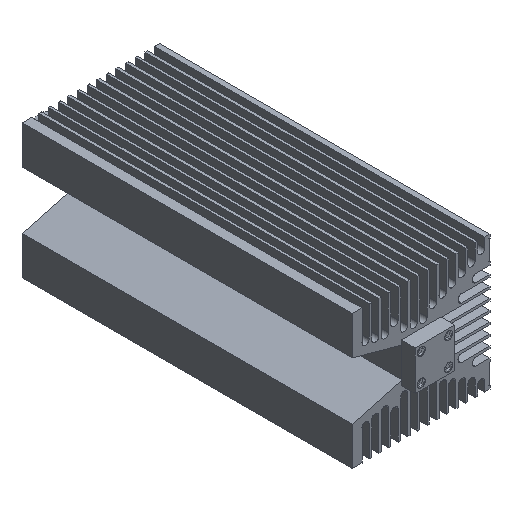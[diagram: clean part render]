
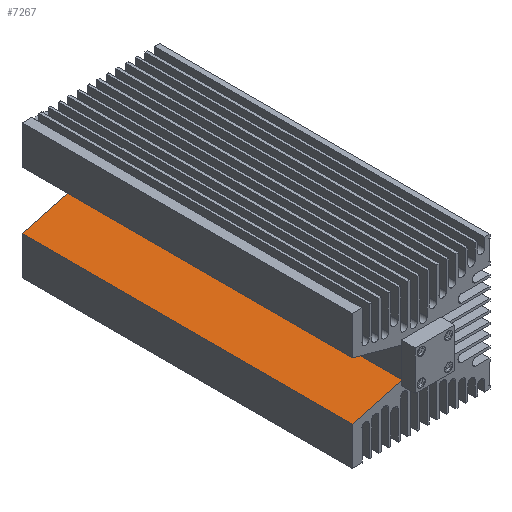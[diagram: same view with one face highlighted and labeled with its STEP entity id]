
A CAD part, isometric view. The second image highlights one B-rep face of the part: STEP entity #7267.
In plain terms, the highlighted planar face has unit normal (-0.264, 0, 0.965).
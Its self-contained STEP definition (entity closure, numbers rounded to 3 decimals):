
#117 = VECTOR ( 'NONE', #2213, 1000. ) ;
#179 = VERTEX_POINT ( 'NONE', #7825 ) ;
#299 = CARTESIAN_POINT ( 'NONE',  ( -11.5, -192., -20.407 ) ) ;
#729 = CARTESIAN_POINT ( 'NONE',  ( -11., -191.8, -20.27 ) ) ;
#1692 = CARTESIAN_POINT ( 'NONE',  ( -11., -192., -20.27 ) ) ;
#1825 = EDGE_CURVE ( 'NONE', #5090, #5202, #3803, .T. ) ;
#2000 = CARTESIAN_POINT ( 'NONE',  ( -11.5, -0.2, -20.407 ) ) ;
#2213 = DIRECTION ( 'NONE',  ( 0.965, 0., 0.264 ) ) ;
#2619 = EDGE_CURVE ( 'NONE', #4860, #3383, #9104, .T. ) ;
#2766 = DIRECTION ( 'NONE',  ( 0., -1., 0. ) ) ;
#3040 = DIRECTION ( 'NONE',  ( 0.264, 0., -0.965 ) ) ;
#3383 = VERTEX_POINT ( 'NONE', #2000 ) ;
#3402 = ORIENTED_EDGE ( 'NONE', *, *, #11266, .T. ) ;
#3451 = DIRECTION ( 'NONE',  ( 0., -1., 0. ) ) ;
#3548 = EDGE_CURVE ( 'NONE', #8581, #4860, #4543, .T. ) ;
#3803 = LINE ( 'NONE', #1692, #5045 ) ;
#4118 = LINE ( 'NONE', #6313, #7331 ) ;
#4496 = EDGE_CURVE ( 'NONE', #7854, #3383, #6271, .T. ) ;
#4543 = LINE ( 'NONE', #11924, #117 ) ;
#4651 = EDGE_CURVE ( 'NONE', #8581, #5090, #4118, .T. ) ;
#4791 = ORIENTED_EDGE ( 'NONE', *, *, #4651, .T. ) ;
#4811 = CARTESIAN_POINT ( 'NONE',  ( -11.5, 0., -20.407 ) ) ;
#4860 = VERTEX_POINT ( 'NONE', #5880 ) ;
#4896 = LINE ( 'NONE', #729, #7447 ) ;
#4942 = CARTESIAN_POINT ( 'NONE',  ( -40., 0., -28.2 ) ) ;
#4966 = LINE ( 'NONE', #11490, #6990 ) ;
#5026 = DIRECTION ( 'NONE',  ( 0.965, 0., 0.264 ) ) ;
#5045 = VECTOR ( 'NONE', #12307, 1000. ) ;
#5090 = VERTEX_POINT ( 'NONE', #8538 ) ;
#5150 = CARTESIAN_POINT ( 'NONE',  ( -11., 0., -20.27 ) ) ;
#5202 = VERTEX_POINT ( 'NONE', #299 ) ;
#5206 = DIRECTION ( 'NONE',  ( -0.965, 0., -0.264 ) ) ;
#5495 = VECTOR ( 'NONE', #2766, 1000. ) ;
#5533 = ORIENTED_EDGE ( 'NONE', *, *, #3548, .F. ) ;
#5863 = ORIENTED_EDGE ( 'NONE', *, *, #1825, .T. ) ;
#5880 = CARTESIAN_POINT ( 'NONE',  ( -11.5, 0., -20.407 ) ) ;
#5906 = ORIENTED_EDGE ( 'NONE', *, *, #4496, .T. ) ;
#6271 = LINE ( 'NONE', #13572, #10034 ) ;
#6313 = CARTESIAN_POINT ( 'NONE',  ( -40., 0., -28.2 ) ) ;
#6429 = DIRECTION ( 'NONE',  ( 0., -1., 0. ) ) ;
#6630 = LINE ( 'NONE', #10075, #8380 ) ;
#6857 = ORIENTED_EDGE ( 'NONE', *, *, #2619, .F. ) ;
#6906 = VERTEX_POINT ( 'NONE', #10940 ) ;
#6990 = VECTOR ( 'NONE', #13665, 1000. ) ;
#7267 = ADVANCED_FACE ( 'NONE', ( #7481 ), #8533, .F. ) ;
#7331 = VECTOR ( 'NONE', #8409, 1000. ) ;
#7447 = VECTOR ( 'NONE', #5026, 1000. ) ;
#7481 = FACE_OUTER_BOUND ( 'NONE', #13049, .T. ) ;
#7700 = ORIENTED_EDGE ( 'NONE', *, *, #11960, .F. ) ;
#7825 = CARTESIAN_POINT ( 'NONE',  ( -11., -191.8, -20.27 ) ) ;
#7854 = VERTEX_POINT ( 'NONE', #8919 ) ;
#8380 = VECTOR ( 'NONE', #3451, 1000. ) ;
#8409 = DIRECTION ( 'NONE',  ( 0., -1., 0. ) ) ;
#8533 = PLANE ( 'NONE',  #12992 ) ;
#8538 = CARTESIAN_POINT ( 'NONE',  ( -40., -192., -28.2 ) ) ;
#8581 = VERTEX_POINT ( 'NONE', #4942 ) ;
#8919 = CARTESIAN_POINT ( 'NONE',  ( -11., -0.2, -20.27 ) ) ;
#9104 = LINE ( 'NONE', #4811, #5495 ) ;
#9522 = ORIENTED_EDGE ( 'NONE', *, *, #13780, .F. ) ;
#10034 = VECTOR ( 'NONE', #5206, 1000. ) ;
#10075 = CARTESIAN_POINT ( 'NONE',  ( -11.5, 0., -20.407 ) ) ;
#10940 = CARTESIAN_POINT ( 'NONE',  ( -11.5, -191.8, -20.407 ) ) ;
#11266 = EDGE_CURVE ( 'NONE', #6906, #179, #4896, .T. ) ;
#11490 = CARTESIAN_POINT ( 'NONE',  ( -11., 0., -20.27 ) ) ;
#11924 = CARTESIAN_POINT ( 'NONE',  ( -11., 0., -20.27 ) ) ;
#11960 = EDGE_CURVE ( 'NONE', #6906, #5202, #6630, .T. ) ;
#12307 = DIRECTION ( 'NONE',  ( 0.965, 0., 0.264 ) ) ;
#12992 = AXIS2_PLACEMENT_3D ( 'NONE', #5150, #3040, #6429 ) ;
#13049 = EDGE_LOOP ( 'NONE', ( #7700, #3402, #9522, #5906, #6857, #5533, #4791, #5863 ) ) ;
#13572 = CARTESIAN_POINT ( 'NONE',  ( -11., -0.2, -20.27 ) ) ;
#13665 = DIRECTION ( 'NONE',  ( 0., -1., 0. ) ) ;
#13780 = EDGE_CURVE ( 'NONE', #7854, #179, #4966, .T. ) ;
